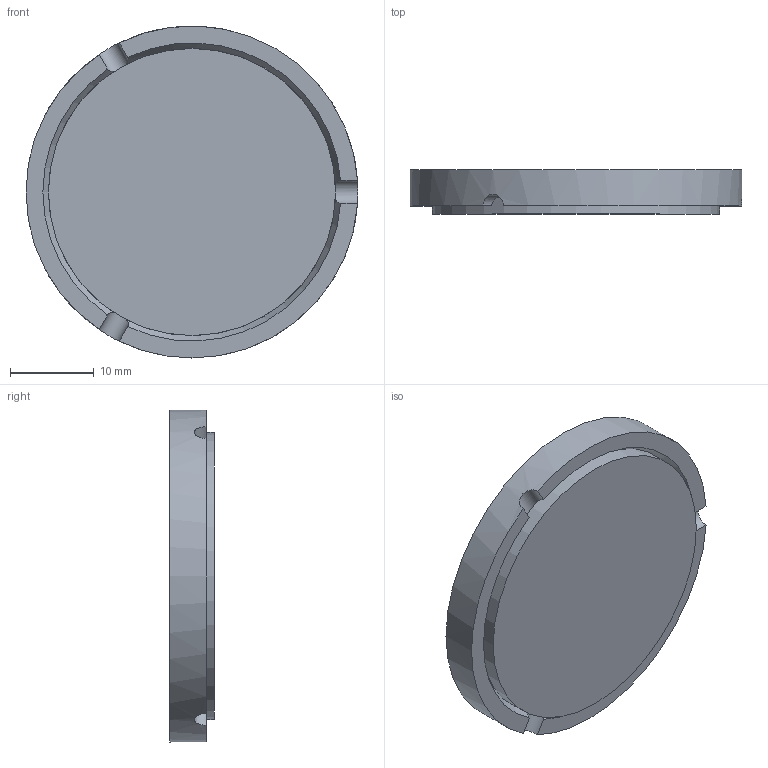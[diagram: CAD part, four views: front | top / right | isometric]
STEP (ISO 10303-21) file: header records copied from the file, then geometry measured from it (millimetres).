
FILE_DESCRIPTION(/* description */ (''),/* implementation_level */ '2;1');
FILE_NAME(/* name */ '50_Assembly_ETL_Mould.iam.step',/* time_stamp */ '2022-11-29T08:52:14+01:00',/* author */ ('diederichbenedict'),/* organization */ (''),/* preprocessor_version */ 'ST-DEVELOPER v18.1',/* originating_system */ 'Autodesk Inventor 2022',/* authorisation */ '');
FILE_SCHEMA (('AUTOMOTIVE_DESIGN { 1 0 10303 214 3 1 1 }'));
Length unit declared in the file: millimetre
Products named in the file (5): 50_Assembly_ETL_Mould; 50_ETL_Membrane_Mould_Lower_v0; 50_ETL_Membrane_Mould_Upper_v0; 00_coverglass_10mm; 50_ETL_Membrane_v0
Assembly tree (5 placements, depth 2):
  50_Assembly_ETL_Mould
    50_ETL_Membrane_Mould_Lower_v0
    50_ETL_Membrane_Mould_Upper_v0
    00_coverglass_10mm  x2
    50_ETL_Membrane_v0
Bounding box: 39.66 x 5.3 x 39.66 mm (x, y, z)
Volume: 6143.2 mm3; surface area: 7114.3 mm2
Topology: 5 solids, 5 shells, 47 faces, 84 edges, 55 vertices
Faces by surface type: plane 24, cylinder 12, cone 11
Full cylindrical faces by diameter (mm): 12 x2, 14.074 x1, 18.972 x2, 25 x2, 34.31 x1, 39.661 x1
Entity records: 1429 total; most frequent: CARTESIAN_POINT 323, DIRECTION 218, ORIENTED_EDGE 162, AXIS2_PLACEMENT_3D 95, EDGE_CURVE 81, VERTEX_POINT 53, EDGE_LOOP 52, FACE_OUTER_BOUND 44
